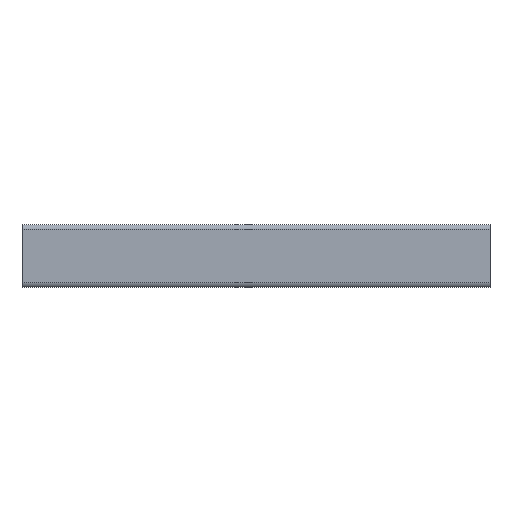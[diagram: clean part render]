
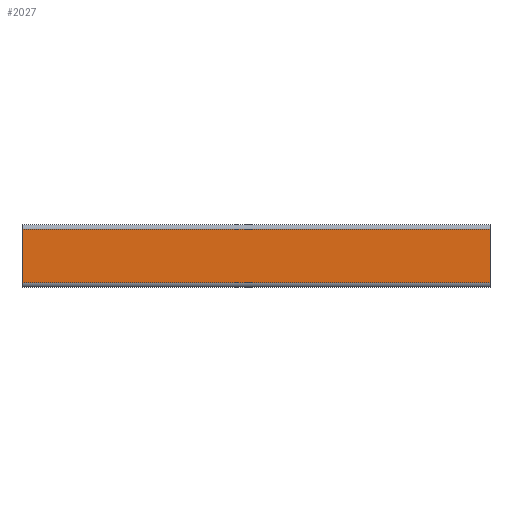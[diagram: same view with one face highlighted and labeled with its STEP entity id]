
A CAD part, left-side view. The second image highlights one B-rep face of the part: STEP entity #2027.
In plain terms, the highlighted face is planar.
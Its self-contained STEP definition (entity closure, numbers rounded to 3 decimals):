
#914 = AXIS2_PLACEMENT_3D ( 'NONE', #3296, #3300, #3303 ) ;
#1276 = DIRECTION ( 'NONE',  ( 0., 1., 0. ) ) ;
#1283 = LINE ( 'NONE', #1284, #4010 ) ;
#1284 = CARTESIAN_POINT ( 'NONE',  ( 20., -17., -300. ) ) ;
#1503 = DIRECTION ( 'NONE',  ( 0., 1., 0. ) ) ;
#1505 = LINE ( 'NONE', #1506, #3969 ) ;
#1506 = CARTESIAN_POINT ( 'NONE',  ( 20., -17., 0. ) ) ;
#1533 = LINE ( 'NONE', #1534, #3987 ) ;
#1534 = CARTESIAN_POINT ( 'NONE',  ( 20., 17., -300. ) ) ;
#1535 = DIRECTION ( 'NONE',  ( 0., 0., 1. ) ) ;
#2027 = ADVANCED_FACE ( 'NONE', ( #3269 ), #3305, .T. ) ;
#2045 = ORIENTED_EDGE ( 'NONE', *, *, #5256, .F. ) ;
#2046 = ORIENTED_EDGE ( 'NONE', *, *, #5271, .T. ) ;
#2053 = ORIENTED_EDGE ( 'NONE', *, *, #5242, .F. ) ;
#2067 = ORIENTED_EDGE ( 'NONE', *, *, #5280, .T. ) ;
#2841 = VERTEX_POINT ( 'NONE', #7079 ) ;
#2902 = VERTEX_POINT ( 'NONE', #7208 ) ;
#2950 = VERTEX_POINT ( 'NONE', #7294 ) ;
#2963 = VERTEX_POINT ( 'NONE', #7355 ) ;
#3269 = FACE_OUTER_BOUND ( 'NONE', #3642, .T. ) ;
#3296 = CARTESIAN_POINT ( 'NONE',  ( 20., -17., -300. ) ) ;
#3300 = DIRECTION ( 'NONE',  ( 1., 0., 0. ) ) ;
#3303 = DIRECTION ( 'NONE',  ( 0., 0., -1. ) ) ;
#3305 = PLANE ( 'NONE',  #914 ) ;
#3642 = EDGE_LOOP ( 'NONE', ( #2045, #2053, #2067, #2046 ) ) ;
#3925 = VECTOR ( 'NONE', #6943, 1000. ) ;
#3969 = VECTOR ( 'NONE', #1503, 1000. ) ;
#3987 = VECTOR ( 'NONE', #1535, 1000. ) ;
#4010 = VECTOR ( 'NONE', #1276, 1000. ) ;
#5242 = EDGE_CURVE ( 'NONE', #2963, #2950, #6931, .T. ) ;
#5256 = EDGE_CURVE ( 'NONE', #2950, #2902, #1505, .T. ) ;
#5271 = EDGE_CURVE ( 'NONE', #2841, #2902, #1533, .T. ) ;
#5280 = EDGE_CURVE ( 'NONE', #2963, #2841, #1283, .T. ) ;
#6931 = LINE ( 'NONE', #6950, #3925 ) ;
#6943 = DIRECTION ( 'NONE',  ( 0., 0., 1. ) ) ;
#6950 = CARTESIAN_POINT ( 'NONE',  ( 20., -17., -300. ) ) ;
#7079 = CARTESIAN_POINT ( 'NONE',  ( 20., 17., -300. ) ) ;
#7208 = CARTESIAN_POINT ( 'NONE',  ( 20., 17., 0. ) ) ;
#7294 = CARTESIAN_POINT ( 'NONE',  ( 20., -17., 0. ) ) ;
#7355 = CARTESIAN_POINT ( 'NONE',  ( 20., -17., -300. ) ) ;
